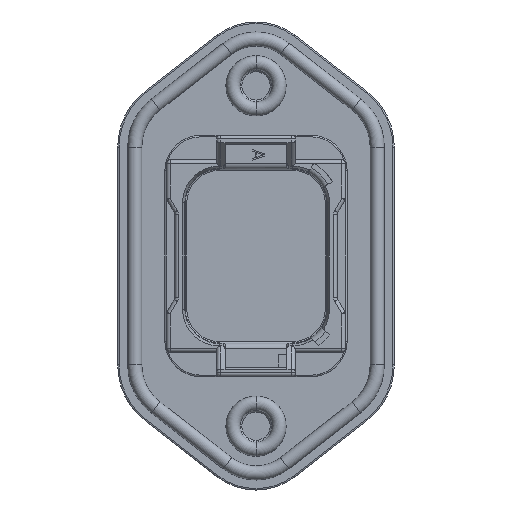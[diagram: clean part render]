
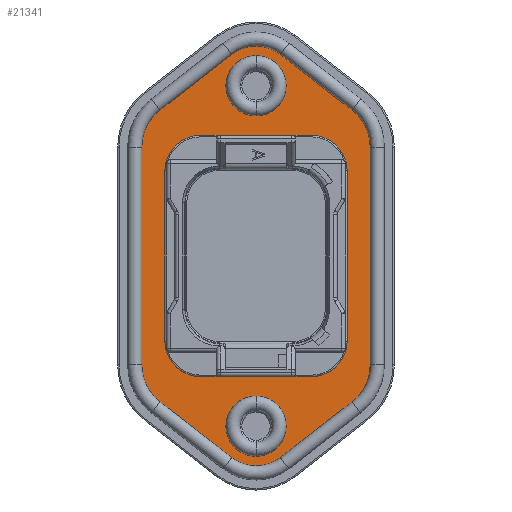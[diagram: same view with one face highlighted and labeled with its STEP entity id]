
A CAD part, front view. The second image highlights one B-rep face of the part: STEP entity #21341.
In plain terms, the highlighted planar face has unit normal (0, -1, 0).
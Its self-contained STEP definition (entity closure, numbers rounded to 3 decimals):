
#284=CARTESIAN_POINT('',(7.85,13.5,-12.));
#285=DIRECTION('',(0.,-1.,0.));
#286=DIRECTION('',(0.,0.,-1.));
#287=AXIS2_PLACEMENT_3D('',#284,#285,#286);
#343=DIRECTION('',(0.79,0.,-0.613));
#344=VECTOR('',#343,12.806);
#345=CARTESIAN_POINT('',(-13.549,13.5,-20.567));
#346=LINE('',#345,#344);
#347=CARTESIAN_POINT('',(-9.5,13.5,-15.355));
#348=DIRECTION('',(0.,-1.,0.));
#349=DIRECTION('',(-1.,0.,0.));
#350=AXIS2_PLACEMENT_3D('',#347,#348,#349);
#352=DIRECTION('',(0.,0.,-1.));
#353=VECTOR('',#352,30.71);
#354=CARTESIAN_POINT('',(-16.1,13.5,15.355));
#355=LINE('',#354,#353);
#356=CARTESIAN_POINT('',(-9.5,13.5,15.355));
#357=DIRECTION('',(0.,-1.,0.));
#358=DIRECTION('',(-0.613,0.,0.79));
#359=AXIS2_PLACEMENT_3D('',#356,#357,#358);
#361=DIRECTION('',(-0.79,0.,-0.613));
#362=VECTOR('',#361,12.806);
#363=CARTESIAN_POINT('',(-3.435,13.5,28.423));
#364=LINE('',#363,#362);
#365=CARTESIAN_POINT('',(0.,13.5,24.));
#366=DIRECTION('',(0.,-1.,0.));
#367=DIRECTION('',(0.613,0.,0.79));
#368=AXIS2_PLACEMENT_3D('',#365,#366,#367);
#370=DIRECTION('',(-0.79,0.,0.613));
#371=VECTOR('',#370,12.806);
#372=CARTESIAN_POINT('',(13.549,13.5,20.567));
#373=LINE('',#372,#371);
#374=CARTESIAN_POINT('',(9.5,13.5,15.355));
#375=DIRECTION('',(0.,-1.,0.));
#376=DIRECTION('',(1.,0.,0.));
#377=AXIS2_PLACEMENT_3D('',#374,#375,#376);
#379=DIRECTION('',(0.,0.,1.));
#380=VECTOR('',#379,30.71);
#381=CARTESIAN_POINT('',(16.1,13.5,-15.355));
#382=LINE('',#381,#380);
#383=CARTESIAN_POINT('',(9.5,13.5,-15.355));
#384=DIRECTION('',(0.,-1.,0.));
#385=DIRECTION('',(0.613,0.,-0.79));
#386=AXIS2_PLACEMENT_3D('',#383,#384,#385);
#388=DIRECTION('',(0.79,0.,0.613));
#389=VECTOR('',#388,12.806);
#390=CARTESIAN_POINT('',(3.435,13.5,-28.423));
#391=LINE('',#390,#389);
#392=CARTESIAN_POINT('',(0.,13.5,-24.));
#393=DIRECTION('',(0.,-1.,0.));
#394=DIRECTION('',(-0.613,0.,-0.79));
#395=AXIS2_PLACEMENT_3D('',#392,#393,#394);
#397=CARTESIAN_POINT('',(0.,13.5,-24.));
#398=DIRECTION('',(0.,1.,0.));
#399=DIRECTION('',(0.,0.,1.));
#400=AXIS2_PLACEMENT_3D('',#397,#398,#399);
#402=CARTESIAN_POINT('',(0.,13.5,-24.));
#403=DIRECTION('',(0.,1.,0.));
#404=DIRECTION('',(0.,0.,-1.));
#405=AXIS2_PLACEMENT_3D('',#402,#403,#404);
#407=CARTESIAN_POINT('',(0.,13.5,24.));
#408=DIRECTION('',(0.,1.,0.));
#409=DIRECTION('',(0.,0.,1.));
#410=AXIS2_PLACEMENT_3D('',#407,#408,#409);
#412=CARTESIAN_POINT('',(0.,13.5,24.));
#413=DIRECTION('',(0.,1.,0.));
#414=DIRECTION('',(0.,0.,-1.));
#415=AXIS2_PLACEMENT_3D('',#412,#413,#414);
#595=DIRECTION('',(-1.,0.,0.));
#596=VECTOR('',#595,15.7);
#597=CARTESIAN_POINT('',(7.85,13.5,-17.));
#598=LINE('',#597,#596);
#767=DIRECTION('',(1.,0.,0.));
#768=VECTOR('',#767,15.7);
#769=CARTESIAN_POINT('',(-7.85,13.5,17.));
#770=LINE('',#769,#768);
#787=CARTESIAN_POINT('',(7.85,13.5,12.));
#788=DIRECTION('',(0.,-1.,0.));
#789=DIRECTION('',(1.,0.,0.));
#790=AXIS2_PLACEMENT_3D('',#787,#788,#789);
#796=DIRECTION('',(0.,0.,-1.));
#797=VECTOR('',#796,24.);
#798=CARTESIAN_POINT('',(12.85,13.5,12.));
#799=LINE('',#798,#797);
#11534=CARTESIAN_POINT('',(-7.85,13.5,-12.));
#11535=DIRECTION('',(0.,-1.,0.));
#11536=DIRECTION('',(-1.,0.,0.));
#11537=AXIS2_PLACEMENT_3D('',#11534,#11535,#11536);
#11543=DIRECTION('',(0.,0.,1.));
#11544=VECTOR('',#11543,24.);
#11545=CARTESIAN_POINT('',(-12.85,13.5,-12.));
#11546=LINE('',#11545,#11544);
#11555=CARTESIAN_POINT('',(-7.85,13.5,12.));
#11556=DIRECTION('',(0.,-1.,0.));
#11557=DIRECTION('',(0.,0.,1.));
#11558=AXIS2_PLACEMENT_3D('',#11555,#11556,#11557);
#20817=CARTESIAN_POINT('',(-13.549,13.5,-20.567));
#20818=CARTESIAN_POINT('',(-3.435,13.5,-28.423));
#20819=VERTEX_POINT('',#20817);
#20820=VERTEX_POINT('',#20818);
#20825=CARTESIAN_POINT('',(3.435,13.5,-28.423));
#20826=VERTEX_POINT('',#20825);
#20829=CARTESIAN_POINT('',(13.549,13.5,-20.567));
#20830=VERTEX_POINT('',#20829);
#20833=CARTESIAN_POINT('',(16.1,13.5,-15.355));
#20834=VERTEX_POINT('',#20833);
#20837=CARTESIAN_POINT('',(16.1,13.5,15.355));
#20838=VERTEX_POINT('',#20837);
#20841=CARTESIAN_POINT('',(13.549,13.5,20.567));
#20842=VERTEX_POINT('',#20841);
#20845=CARTESIAN_POINT('',(3.435,13.5,28.423));
#20846=VERTEX_POINT('',#20845);
#20849=CARTESIAN_POINT('',(-3.435,13.5,28.423));
#20850=VERTEX_POINT('',#20849);
#20853=CARTESIAN_POINT('',(-13.549,13.5,20.567));
#20854=VERTEX_POINT('',#20853);
#20857=CARTESIAN_POINT('',(-16.1,13.5,15.355));
#20858=VERTEX_POINT('',#20857);
#20861=CARTESIAN_POINT('',(-16.1,13.5,-15.355));
#20862=VERTEX_POINT('',#20861);
#20893=CARTESIAN_POINT('',(0.,13.5,28.25));
#20894=CARTESIAN_POINT('',(0.,13.5,19.75));
#20895=VERTEX_POINT('',#20893);
#20896=VERTEX_POINT('',#20894);
#20901=CARTESIAN_POINT('',(0.,13.5,-19.75));
#20902=CARTESIAN_POINT('',(0.,13.5,-28.25));
#20903=VERTEX_POINT('',#20901);
#20904=VERTEX_POINT('',#20902);
#20905=CARTESIAN_POINT('',(7.85,13.5,-17.));
#20906=CARTESIAN_POINT('',(-7.85,13.5,-17.));
#20907=VERTEX_POINT('',#20905);
#20908=VERTEX_POINT('',#20906);
#20909=CARTESIAN_POINT('',(-7.85,13.5,17.));
#20910=CARTESIAN_POINT('',(7.85,13.5,17.));
#20911=VERTEX_POINT('',#20909);
#20912=VERTEX_POINT('',#20910);
#20913=CARTESIAN_POINT('',(12.85,13.5,-12.));
#20914=VERTEX_POINT('',#20913);
#20915=CARTESIAN_POINT('',(-12.85,13.5,-12.));
#20916=VERTEX_POINT('',#20915);
#20917=CARTESIAN_POINT('',(-12.85,13.5,12.));
#20918=VERTEX_POINT('',#20917);
#20919=CARTESIAN_POINT('',(12.85,13.5,12.));
#20920=VERTEX_POINT('',#20919);
#21281=CARTESIAN_POINT('',(12.6,13.5,0.));
#21282=DIRECTION('',(0.,-1.,0.));
#21283=DIRECTION('',(0.,0.,1.));
#21284=AXIS2_PLACEMENT_3D('',#21281,#21282,#21283);
#21285=PLANE('',#21284);
#21287=ORIENTED_EDGE('',*,*,#21286,.F.);
#21289=ORIENTED_EDGE('',*,*,#21288,.F.);
#21291=ORIENTED_EDGE('',*,*,#21290,.F.);
#21293=ORIENTED_EDGE('',*,*,#21292,.F.);
#21295=ORIENTED_EDGE('',*,*,#21294,.F.);
#21297=ORIENTED_EDGE('',*,*,#21296,.F.);
#21299=ORIENTED_EDGE('',*,*,#21298,.F.);
#21301=ORIENTED_EDGE('',*,*,#21300,.F.);
#21303=ORIENTED_EDGE('',*,*,#21302,.F.);
#21305=ORIENTED_EDGE('',*,*,#21304,.F.);
#21307=ORIENTED_EDGE('',*,*,#21306,.F.);
#21309=ORIENTED_EDGE('',*,*,#21308,.F.);
#21310=EDGE_LOOP('',(#21287,#21289,#21291,#21293,#21295,#21297,#21299,#21301,
#21303,#21305,#21307,#21309));
#21311=FACE_OUTER_BOUND('',#21310,.F.);
#21313=ORIENTED_EDGE('',*,*,#21312,.F.);
#21314=ORIENTED_EDGE('',*,*,#21271,.T.);
#21316=ORIENTED_EDGE('',*,*,#21315,.F.);
#21318=ORIENTED_EDGE('',*,*,#21317,.T.);
#21320=ORIENTED_EDGE('',*,*,#21319,.F.);
#21322=ORIENTED_EDGE('',*,*,#21321,.T.);
#21324=ORIENTED_EDGE('',*,*,#21323,.F.);
#21326=ORIENTED_EDGE('',*,*,#21325,.T.);
#21327=EDGE_LOOP('',(#21313,#21314,#21316,#21318,#21320,#21322,#21324,#21326));
#21328=FACE_BOUND('',#21327,.F.);
#21330=ORIENTED_EDGE('',*,*,#21329,.F.);
#21332=ORIENTED_EDGE('',*,*,#21331,.F.);
#21333=EDGE_LOOP('',(#21330,#21332));
#21334=FACE_BOUND('',#21333,.F.);
#21336=ORIENTED_EDGE('',*,*,#21335,.F.);
#21338=ORIENTED_EDGE('',*,*,#21337,.F.);
#21339=EDGE_LOOP('',(#21336,#21338));
#21340=FACE_BOUND('',#21339,.F.);
#21341=ADVANCED_FACE('',(#21311,#21328,#21334,#21340),#21285,.T.);
#288=CIRCLE('',#287,5.);
#351=CIRCLE('',#350,6.6);
#360=CIRCLE('',#359,6.6);
#369=CIRCLE('',#368,5.6);
#378=CIRCLE('',#377,6.6);
#387=CIRCLE('',#386,6.6);
#396=CIRCLE('',#395,5.6);
#401=CIRCLE('',#400,4.25);
#406=CIRCLE('',#405,4.25);
#411=CIRCLE('',#410,4.25);
#416=CIRCLE('',#415,4.25);
#791=CIRCLE('',#790,5.);
#11538=CIRCLE('',#11537,5.);
#11559=CIRCLE('',#11558,5.);
#21271=EDGE_CURVE('',#20907,#20914,#288,.T.);
#21286=EDGE_CURVE('',#20819,#20820,#346,.T.);
#21288=EDGE_CURVE('',#20862,#20819,#351,.T.);
#21290=EDGE_CURVE('',#20858,#20862,#355,.T.);
#21292=EDGE_CURVE('',#20854,#20858,#360,.T.);
#21294=EDGE_CURVE('',#20850,#20854,#364,.T.);
#21296=EDGE_CURVE('',#20846,#20850,#369,.T.);
#21298=EDGE_CURVE('',#20842,#20846,#373,.T.);
#21300=EDGE_CURVE('',#20838,#20842,#378,.T.);
#21302=EDGE_CURVE('',#20834,#20838,#382,.T.);
#21304=EDGE_CURVE('',#20830,#20834,#387,.T.);
#21306=EDGE_CURVE('',#20826,#20830,#391,.T.);
#21308=EDGE_CURVE('',#20820,#20826,#396,.T.);
#21312=EDGE_CURVE('',#20907,#20908,#598,.T.);
#21315=EDGE_CURVE('',#20920,#20914,#799,.T.);
#21317=EDGE_CURVE('',#20920,#20912,#791,.T.);
#21319=EDGE_CURVE('',#20911,#20912,#770,.T.);
#21321=EDGE_CURVE('',#20911,#20918,#11559,.T.);
#21323=EDGE_CURVE('',#20916,#20918,#11546,.T.);
#21325=EDGE_CURVE('',#20916,#20908,#11538,.T.);
#21329=EDGE_CURVE('',#20903,#20904,#401,.T.);
#21331=EDGE_CURVE('',#20904,#20903,#406,.T.);
#21335=EDGE_CURVE('',#20895,#20896,#411,.T.);
#21337=EDGE_CURVE('',#20896,#20895,#416,.T.);
